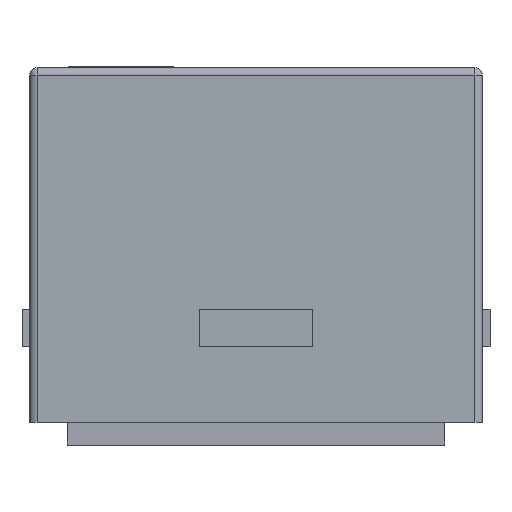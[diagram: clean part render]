
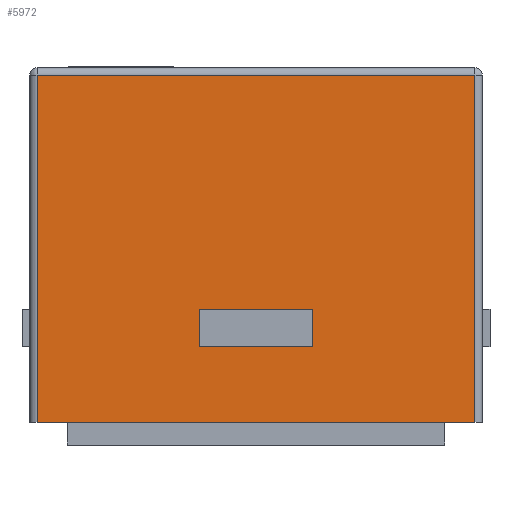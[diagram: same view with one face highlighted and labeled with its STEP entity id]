
A CAD part, left-side view. The second image highlights one B-rep face of the part: STEP entity #5972.
In plain terms, the highlighted planar face has unit normal (-1, 0, 0).
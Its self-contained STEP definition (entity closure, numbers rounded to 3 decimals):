
#394=FACE_BOUND('',#2282,.T.);
#518=LINE('',#8526,#1166);
#559=LINE('',#8825,#1207);
#560=LINE('',#8826,#1208);
#561=LINE('',#8827,#1209);
#562=LINE('',#8830,#1210);
#563=LINE('',#8832,#1211);
#564=LINE('',#8834,#1212);
#565=LINE('',#8835,#1213);
#1166=VECTOR('',#6856,1.);
#1207=VECTOR('',#6907,1.);
#1208=VECTOR('',#6908,1.);
#1209=VECTOR('',#6909,1.);
#1210=VECTOR('',#6910,1.);
#1211=VECTOR('',#6911,1.);
#1212=VECTOR('',#6912,1.);
#1213=VECTOR('',#6913,1.);
#1705=PLANE('',#6374);
#1919=FACE_OUTER_BOUND('',#2281,.T.);
#2281=EDGE_LOOP('',(#4378,#4379,#4380,#4381));
#2282=EDGE_LOOP('',(#4382,#4383,#4384,#4385));
#2837=VERTEX_POINT('',#8524);
#2838=VERTEX_POINT('',#8525);
#2890=VERTEX_POINT('',#8823);
#2891=VERTEX_POINT('',#8824);
#2892=VERTEX_POINT('',#8828);
#2893=VERTEX_POINT('',#8829);
#2894=VERTEX_POINT('',#8831);
#2895=VERTEX_POINT('',#8833);
#3428=EDGE_CURVE('',#2837,#2838,#518,.T.);
#3483=EDGE_CURVE('',#2890,#2891,#559,.T.);
#3484=EDGE_CURVE('',#2891,#2838,#560,.T.);
#3485=EDGE_CURVE('',#2837,#2890,#561,.T.);
#3486=EDGE_CURVE('',#2892,#2893,#562,.T.);
#3487=EDGE_CURVE('',#2893,#2894,#563,.T.);
#3488=EDGE_CURVE('',#2894,#2895,#564,.T.);
#3489=EDGE_CURVE('',#2895,#2892,#565,.T.);
#4378=ORIENTED_EDGE('',*,*,#3483,.T.);
#4379=ORIENTED_EDGE('',*,*,#3484,.T.);
#4380=ORIENTED_EDGE('',*,*,#3428,.F.);
#4381=ORIENTED_EDGE('',*,*,#3485,.T.);
#4382=ORIENTED_EDGE('',*,*,#3486,.T.);
#4383=ORIENTED_EDGE('',*,*,#3487,.T.);
#4384=ORIENTED_EDGE('',*,*,#3488,.T.);
#4385=ORIENTED_EDGE('',*,*,#3489,.T.);
#5972=ADVANCED_FACE('',(#1919,#394),#1705,.F.);
#6374=AXIS2_PLACEMENT_3D('',#8822,#6905,#6906);
#6856=DIRECTION('',(0.,1.,0.));
#6905=DIRECTION('center_axis',(1.,0.,0.));
#6906=DIRECTION('ref_axis',(0.,1.,0.));
#6907=DIRECTION('',(0.,1.,0.));
#6908=DIRECTION('',(0.,0.,-1.));
#6909=DIRECTION('',(0.,0.,1.));
#6910=DIRECTION('',(0.,0.,1.));
#6911=DIRECTION('',(0.,-1.,0.));
#6912=DIRECTION('',(0.,0.,-1.));
#6913=DIRECTION('',(0.,1.,0.));
#8524=CARTESIAN_POINT('',(-0.5,-0.29,0.03));
#8525=CARTESIAN_POINT('',(-0.5,0.29,0.03));
#8526=CARTESIAN_POINT('',(-0.5,0.3,0.03));
#8822=CARTESIAN_POINT('Origin',(-0.5,0.3,0.5));
#8823=CARTESIAN_POINT('',(-0.5,-0.29,0.49));
#8824=CARTESIAN_POINT('',(-0.5,0.29,0.49));
#8825=CARTESIAN_POINT('',(-0.5,0.3,0.49));
#8826=CARTESIAN_POINT('',(-0.5,0.29,0.5));
#8827=CARTESIAN_POINT('',(-0.5,-0.29,0.5));
#8828=CARTESIAN_POINT('',(-0.5,0.075,0.13));
#8829=CARTESIAN_POINT('',(-0.5,0.075,0.18));
#8830=CARTESIAN_POINT('',(-0.5,0.075,0.18));
#8831=CARTESIAN_POINT('',(-0.5,-0.075,0.18));
#8832=CARTESIAN_POINT('',(-0.5,-0.075,0.18));
#8833=CARTESIAN_POINT('',(-0.5,-0.075,0.13));
#8834=CARTESIAN_POINT('',(-0.5,-0.075,0.18));
#8835=CARTESIAN_POINT('',(-0.5,-0.075,0.13));
